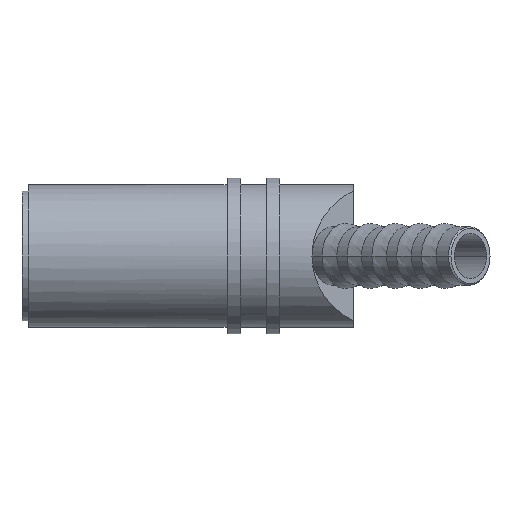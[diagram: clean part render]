
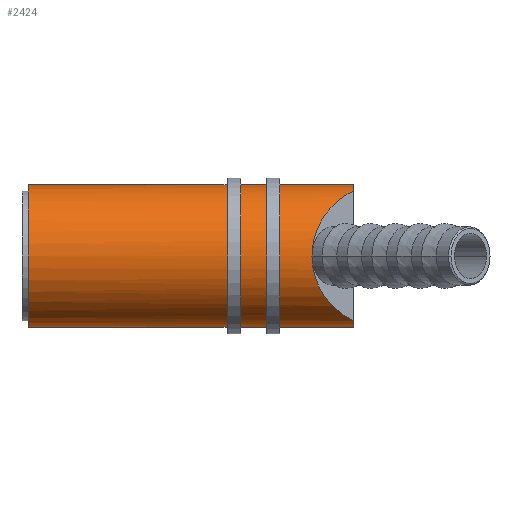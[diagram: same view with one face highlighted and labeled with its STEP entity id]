
A CAD part, front view. The second image highlights one B-rep face of the part: STEP entity #2424.
In plain terms, the highlighted cylindrical face has radius 11 mm (diameter 22 mm), a partial arc.
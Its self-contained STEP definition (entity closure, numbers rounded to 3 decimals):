
#85 = VERTEX_POINT ( 'NONE', #2242 ) ;
#749 = DIRECTION ( 'NONE',  ( 0., 0., 1. ) ) ;
#1032 = AXIS2_PLACEMENT_3D ( 'NONE', #7650, #3502, #5294 ) ;
#1042 = EDGE_LOOP ( 'NONE', ( #1214, #4935, #5279, #6515, #7102, #6593, #2483 ) ) ;
#1214 = ORIENTED_EDGE ( 'NONE', *, *, #6557, .F. ) ;
#1391 = CARTESIAN_POINT ( 'NONE',  ( 44.636, -11., 0. ) ) ;
#1617 = VECTOR ( 'NONE', #7181, 1000. ) ;
#1804 = AXIS2_PLACEMENT_3D ( 'NONE', #3995, #6402, #2441 ) ;
#2044 = CYLINDRICAL_SURFACE ( 'NONE', #2433, 11. ) ;
#2082 = EDGE_CURVE ( 'NONE', #2698, #3373, #2139, .T. ) ;
#2139 =( BOUNDED_CURVE ( )  B_SPLINE_CURVE ( 3, ( #1391, #5021, #4509, #3276 ),
 .UNSPECIFIED., .F., .T. ) 
 B_SPLINE_CURVE_WITH_KNOTS ( ( 4, 4 ),
 ( 0., 1.136 ),
 .UNSPECIFIED. ) 
 CURVE ( )  GEOMETRIC_REPRESENTATION_ITEM ( )  RATIONAL_B_SPLINE_CURVE ( ( 1., 0.895, 0.895, 1. ) ) 
 REPRESENTATION_ITEM ( '' )  );
#2242 = CARTESIAN_POINT ( 'NONE',  ( 51., -4.636, -9.975 ) ) ;
#2347 = CARTESIAN_POINT ( 'NONE',  ( 51., -4.636, 9.975 ) ) ;
#2372 = DIRECTION ( 'NONE',  ( 0., 0., 1. ) ) ;
#2424 = ADVANCED_FACE ( 'NONE', ( #3824 ), #2044, .T. ) ;
#2433 = AXIS2_PLACEMENT_3D ( 'NONE', #3739, #2680, #749 ) ;
#2441 = DIRECTION ( 'NONE',  ( 0., 0., 1. ) ) ;
#2483 = ORIENTED_EDGE ( 'NONE', *, *, #7491, .F. ) ;
#2521 = DIRECTION ( 'NONE',  ( -1., 0., 0. ) ) ;
#2680 = DIRECTION ( 'NONE',  ( -1., 0., 0. ) ) ;
#2698 = VERTEX_POINT ( 'NONE', #6128 ) ;
#2759 = VERTEX_POINT ( 'NONE', #3645 ) ;
#2764 = EDGE_CURVE ( 'NONE', #5042, #2759, #5541, .T. ) ;
#3197 = CARTESIAN_POINT ( 'NONE',  ( 51., -4.636, -9.975 ) ) ;
#3276 = CARTESIAN_POINT ( 'NONE',  ( 51., -4.636, 9.975 ) ) ;
#3373 = VERTEX_POINT ( 'NONE', #2347 ) ;
#3502 = DIRECTION ( 'NONE',  ( -1., 0., 0. ) ) ;
#3645 = CARTESIAN_POINT ( 'NONE',  ( 1., 0., 11. ) ) ;
#3739 = CARTESIAN_POINT ( 'NONE',  ( 0., 0., 0. ) ) ;
#3824 = FACE_OUTER_BOUND ( 'NONE', #1042, .T. ) ;
#3995 = CARTESIAN_POINT ( 'NONE',  ( 51., 0., 0. ) ) ;
#4203 = CARTESIAN_POINT ( 'NONE',  ( 1., 0., -11. ) ) ;
#4509 = CARTESIAN_POINT ( 'NONE',  ( 47.005, -8.631, 8.119 ) ) ;
#4636 = CARTESIAN_POINT ( 'NONE',  ( 51., 0., -11. ) ) ;
#4812 = CIRCLE ( 'NONE', #1032, 11. ) ;
#4839 = DIRECTION ( 'NONE',  ( -1., 0., 0. ) ) ;
#4859 =( BOUNDED_CURVE ( )  B_SPLINE_CURVE ( 3, ( #3197, #4987, #6835, #7387 ),
 .UNSPECIFIED., .F., .F. ) 
 B_SPLINE_CURVE_WITH_KNOTS ( ( 4, 4 ),
 ( 5.147, 6.283 ),
 .UNSPECIFIED. ) 
 CURVE ( )  GEOMETRIC_REPRESENTATION_ITEM ( )  RATIONAL_B_SPLINE_CURVE ( ( 1., 0.895, 0.895, 1. ) ) 
 REPRESENTATION_ITEM ( '' )  );
#4935 = ORIENTED_EDGE ( 'NONE', *, *, #6471, .T. ) ;
#4974 = VERTEX_POINT ( 'NONE', #4203 ) ;
#4987 = CARTESIAN_POINT ( 'NONE',  ( 47.005, -8.631, -8.119 ) ) ;
#5021 = CARTESIAN_POINT ( 'NONE',  ( 44.636, -11., 4.405 ) ) ;
#5042 = VERTEX_POINT ( 'NONE', #5815 ) ;
#5118 = VERTEX_POINT ( 'NONE', #4636 ) ;
#5279 = ORIENTED_EDGE ( 'NONE', *, *, #6327, .T. ) ;
#5294 = DIRECTION ( 'NONE',  ( 0., 0., 1. ) ) ;
#5375 = LINE ( 'NONE', #6666, #1617 ) ;
#5469 = VECTOR ( 'NONE', #4839, 1000. ) ;
#5541 = LINE ( 'NONE', #7278, #5469 ) ;
#5554 = EDGE_CURVE ( 'NONE', #3373, #5042, #6584, .T. ) ;
#5815 = CARTESIAN_POINT ( 'NONE',  ( 51., 0., 11. ) ) ;
#6036 = CARTESIAN_POINT ( 'NONE',  ( 51., 0., 0. ) ) ;
#6128 = CARTESIAN_POINT ( 'NONE',  ( 44.636, -11., 0. ) ) ;
#6327 = EDGE_CURVE ( 'NONE', #85, #2698, #4859, .T. ) ;
#6402 = DIRECTION ( 'NONE',  ( -1., 0., 0. ) ) ;
#6471 = EDGE_CURVE ( 'NONE', #5118, #85, #6769, .T. ) ;
#6515 = ORIENTED_EDGE ( 'NONE', *, *, #2082, .T. ) ;
#6557 = EDGE_CURVE ( 'NONE', #5118, #4974, #5375, .T. ) ;
#6584 = CIRCLE ( 'NONE', #1804, 11. ) ;
#6593 = ORIENTED_EDGE ( 'NONE', *, *, #2764, .T. ) ;
#6645 = AXIS2_PLACEMENT_3D ( 'NONE', #6036, #2521, #2372 ) ;
#6666 = CARTESIAN_POINT ( 'NONE',  ( 0., 0., -11. ) ) ;
#6769 = CIRCLE ( 'NONE', #6645, 11. ) ;
#6835 = CARTESIAN_POINT ( 'NONE',  ( 44.636, -11., -4.405 ) ) ;
#7102 = ORIENTED_EDGE ( 'NONE', *, *, #5554, .T. ) ;
#7181 = DIRECTION ( 'NONE',  ( -1., 0., 0. ) ) ;
#7278 = CARTESIAN_POINT ( 'NONE',  ( 0., 0., 11. ) ) ;
#7387 = CARTESIAN_POINT ( 'NONE',  ( 44.636, -11., 0. ) ) ;
#7491 = EDGE_CURVE ( 'NONE', #4974, #2759, #4812, .T. ) ;
#7650 = CARTESIAN_POINT ( 'NONE',  ( 1., 0., 0. ) ) ;
